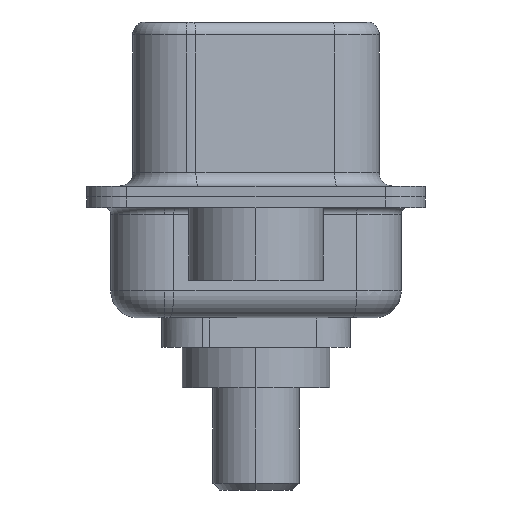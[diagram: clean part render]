
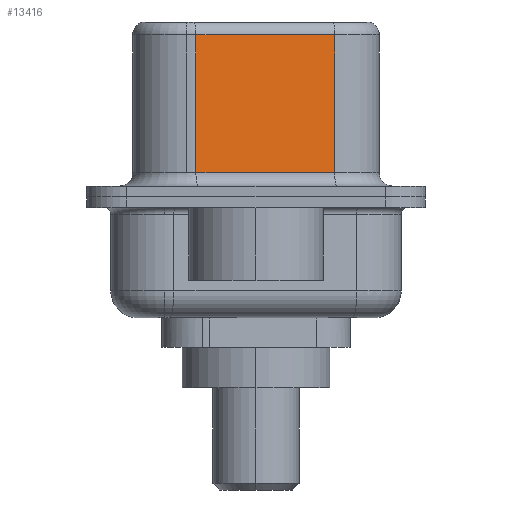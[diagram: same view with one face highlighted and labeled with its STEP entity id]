
A CAD part, left-side view. The second image highlights one B-rep face of the part: STEP entity #13416.
In plain terms, the highlighted planar face has unit normal (-0.985, -0.174, 0).
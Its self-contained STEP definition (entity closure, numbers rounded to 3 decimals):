
#1913 = DIRECTION ( 'NONE',  ( 0., 0., -1. ) ) ;
#2341 = VERTEX_POINT ( 'NONE', #4876 ) ;
#2520 = ORIENTED_EDGE ( 'NONE', *, *, #5712, .T. ) ;
#2688 = VECTOR ( 'NONE', #5548, 1000. ) ;
#2997 = EDGE_CURVE ( 'NONE', #5859, #5677, #8022, .T. ) ;
#3213 = DIRECTION ( 'NONE',  ( 0.985, 0.174, 0. ) ) ;
#3375 = VERTEX_POINT ( 'NONE', #13396 ) ;
#4139 = ORIENTED_EDGE ( 'NONE', *, *, #2997, .F. ) ;
#4451 = LINE ( 'NONE', #6689, #13629 ) ;
#4744 = EDGE_CURVE ( 'NONE', #5859, #3375, #5908, .T. ) ;
#4876 = CARTESIAN_POINT ( 'NONE',  ( 3.655, 2.233, 0.9 ) ) ;
#5548 = DIRECTION ( 'NONE',  ( -0.174, 0.985, 0. ) ) ;
#5677 = VERTEX_POINT ( 'NONE', #12046 ) ;
#5712 = EDGE_CURVE ( 'NONE', #2341, #5677, #8527, .T. ) ;
#5859 = VERTEX_POINT ( 'NONE', #12376 ) ;
#5908 = LINE ( 'NONE', #13100, #2688 ) ;
#6176 = CARTESIAN_POINT ( 'NONE',  ( 4.565, -2.927, 0.9 ) ) ;
#6689 = CARTESIAN_POINT ( 'NONE',  ( 3.655, 2.233, 6.52 ) ) ;
#6967 = CARTESIAN_POINT ( 'NONE',  ( 4.565, -2.927, 6.52 ) ) ;
#7974 = CARTESIAN_POINT ( 'NONE',  ( 4.565, -2.927, 6.52 ) ) ;
#8022 = LINE ( 'NONE', #6967, #11622 ) ;
#8409 = AXIS2_PLACEMENT_3D ( 'NONE', #7974, #3213, #11628 ) ;
#8527 = LINE ( 'NONE', #6176, #15249 ) ;
#8859 = DIRECTION ( 'NONE',  ( 0., 0., -1. ) ) ;
#9206 = PLANE ( 'NONE',  #8409 ) ;
#9647 = EDGE_CURVE ( 'NONE', #3375, #2341, #4451, .T. ) ;
#11622 = VECTOR ( 'NONE', #8859, 1000. ) ;
#11628 = DIRECTION ( 'NONE',  ( -0.174, 0.985, 0. ) ) ;
#11931 = FACE_OUTER_BOUND ( 'NONE', #14810, .T. ) ;
#12046 = CARTESIAN_POINT ( 'NONE',  ( 4.565, -2.927, 0.9 ) ) ;
#12376 = CARTESIAN_POINT ( 'NONE',  ( 4.565, -2.927, 6.02 ) ) ;
#13100 = CARTESIAN_POINT ( 'NONE',  ( 4.565, -2.927, 6.02 ) ) ;
#13287 = ORIENTED_EDGE ( 'NONE', *, *, #9647, .T. ) ;
#13396 = CARTESIAN_POINT ( 'NONE',  ( 3.655, 2.233, 6.02 ) ) ;
#13416 = ADVANCED_FACE ( 'NONE', ( #11931 ), #9206, .F. ) ;
#13629 = VECTOR ( 'NONE', #1913, 1000. ) ;
#14531 = DIRECTION ( 'NONE',  ( 0.174, -0.985, 0. ) ) ;
#14810 = EDGE_LOOP ( 'NONE', ( #4139, #15138, #13287, #2520 ) ) ;
#15138 = ORIENTED_EDGE ( 'NONE', *, *, #4744, .T. ) ;
#15249 = VECTOR ( 'NONE', #14531, 1000. ) ;
